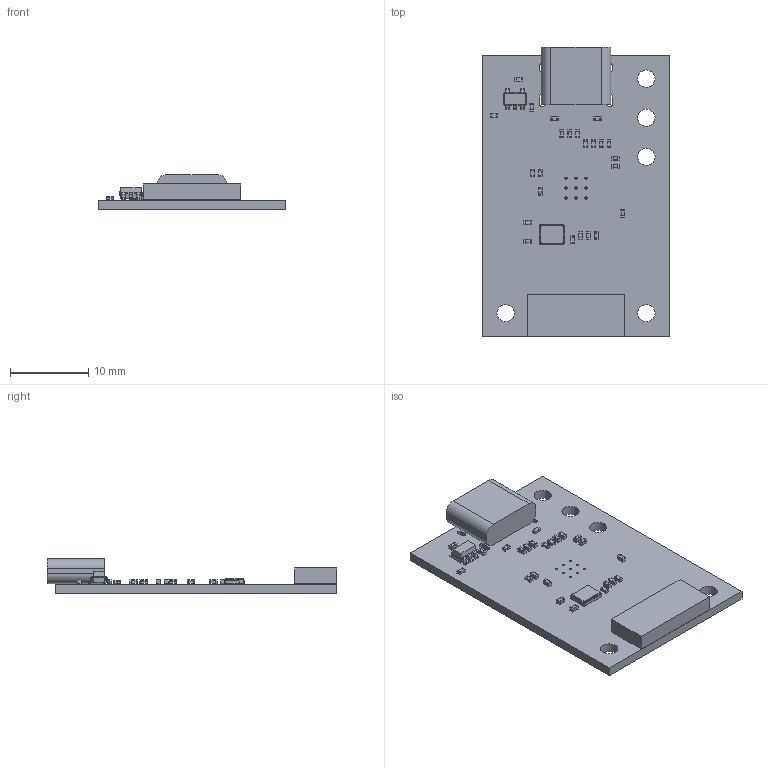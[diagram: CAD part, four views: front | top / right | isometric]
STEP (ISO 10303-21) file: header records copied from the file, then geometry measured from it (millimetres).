
FILE_DESCRIPTION(('KiCad electronic assembly'),'2;1');
FILE_NAME('mcu-16-pcb.step','2024-07-21T14:43:04',('Pcbnew'),('Kicad'), 'Open CASCADE STEP processor 7.7','KiCad to STEP converter','Unknown' );
FILE_SCHEMA(('AUTOMOTIVE_DESIGN { 1 0 10303 214 1 1 1 1 }'));
Length unit declared in the file: millimetre
Products named in the file (14): mcu-16-pcb 1; C_0402_1005Metric; R_0402_1005Metric; Crystal_SMD_3225-4Pin_3.2x2.5mm; HRO_TYPE-C-31-M-12-Body; Body; JUSHUO_AFC01-S16FCC-00-Body; SOT-23-5; SOT_23_5; mcu-16-pcb_PCB
Assembly tree (35 placements, depth 3):
  mcu-16-pcb 1
    C_0402_1005Metric  x16
      C_0402_1005Metric
    R_0402_1005Metric  x8
      R_0402_1005Metric
    Crystal_SMD_3225-4Pin_3.2x2.5mm
      Crystal_SMD_3225-4Pin_3.2x2.5mm
    HRO_TYPE-C-31-M-12-Body
      Body
    JUSHUO_AFC01-S16FCC-00-Body
      Body
    SOT-23-5
      SOT_23_5
    mcu-16-pcb_PCB
Bounding box: 24 x 37.01 x 4.45 mm (x, y, z)
Volume: 1357.9 mm3; surface area: 2426.3 mm2
Topology: 29 solids, 29 shells, 847 faces, 2189 edges, 1434 vertices
Faces by surface type: plane 502, cylinder 316, bspline 29
Full cylindrical faces by diameter (mm): 0.3 x9, 0.65 x2, 2.2 x5
Entity records: 9238 total; most frequent: CARTESIAN_POINT 1439, ORIENTED_EDGE 1266, DIRECTION 1265, EDGE_CURVE 633, LINE 441, VECTOR 441, AXIS2_PLACEMENT_3D 412, VERTEX_POINT 406
